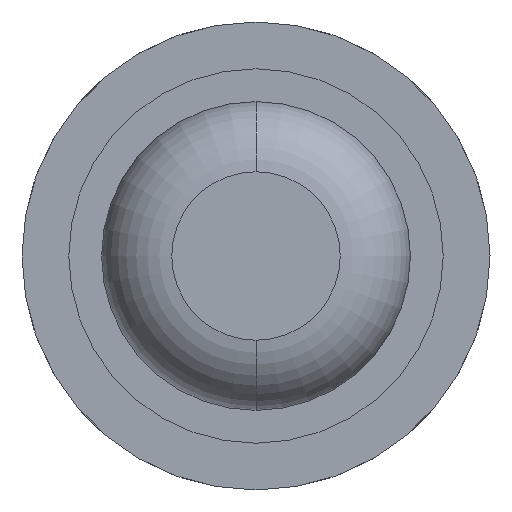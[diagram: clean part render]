
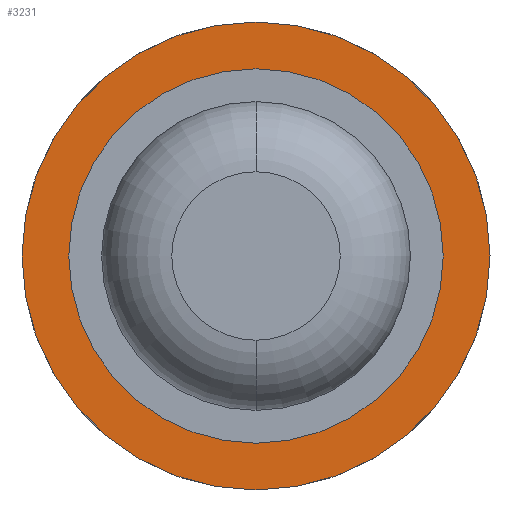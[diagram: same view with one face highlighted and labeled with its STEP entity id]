
A CAD part, front view. The second image highlights one B-rep face of the part: STEP entity #3231.
In plain terms, the highlighted planar face has unit normal (0, -1, 0).
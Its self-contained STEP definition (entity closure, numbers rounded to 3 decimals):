
#39 = DIRECTION ( 'NONE',  ( 0., 0., -1. ) ) ;
#245 = CARTESIAN_POINT ( 'NONE',  ( 0., 5.3, 1.25 ) ) ;
#439 = DIRECTION ( 'NONE',  ( 0., 0., -1. ) ) ;
#517 = CARTESIAN_POINT ( 'NONE',  ( 0., 5.3, -0.5 ) ) ;
#634 = AXIS2_PLACEMENT_3D ( 'NONE', #2197, #1777, #4336 ) ;
#664 = EDGE_CURVE ( 'Defeature ausgef�hrt1_26+Defeature ausgef�hrt1_27+Defeature ausgef�hrt1_27+Defeature ausgef�hrt1_27', #5263, #1195, #2323, .T. ) ;
#682 = EDGE_CURVE ( 'Defeature ausgef�hrt1_9+Defeature ausgef�hrt1_26+Defeature ausgef�hrt1_26+Defeature ausgef�hrt1_26', #3529, #5160, #1196, .T. ) ;
#835 = CARTESIAN_POINT ( 'NONE',  ( 0., 5.3, 0. ) ) ;
#1029 = ORIENTED_EDGE ( 'NONE', *, *, #664, .T. ) ;
#1195 = VERTEX_POINT ( 'NONE', #2911 ) ;
#1196 = CIRCLE ( 'NONE', #3038, 0.5 ) ;
#1468 = CIRCLE ( 'NONE', #1615, 0.5 ) ;
#1615 = AXIS2_PLACEMENT_3D ( 'NONE', #5087, #4982, #439 ) ;
#1777 = DIRECTION ( 'NONE',  ( 0., -1., 0. ) ) ;
#1917 = PLANE ( 'NONE',  #4307 ) ;
#2042 = DIRECTION ( 'NONE',  ( 0., -1., 0. ) ) ;
#2164 = EDGE_LOOP ( 'NONE', ( #2610, #4473 ) ) ;
#2197 = CARTESIAN_POINT ( 'NONE',  ( 0., 5.3, 0. ) ) ;
#2323 = CIRCLE ( 'NONE', #4720, 1.25 ) ;
#2411 = EDGE_CURVE ( 'Defeature ausgef�hrt1_9+Defeature ausgef�hrt1_26+Defeature ausgef�hrt1_26+Defeature ausgef�hrt1_26', #5160, #3529, #1468, .T. ) ;
#2486 = CARTESIAN_POINT ( 'NONE',  ( 0., 5.3, 0. ) ) ;
#2525 = DIRECTION ( 'NONE',  ( 0., 0., -1. ) ) ;
#2610 = ORIENTED_EDGE ( 'NONE', *, *, #2411, .F. ) ;
#2911 = CARTESIAN_POINT ( 'NONE',  ( 0., 5.3, -1.25 ) ) ;
#3038 = AXIS2_PLACEMENT_3D ( 'NONE', #835, #4546, #39 ) ;
#3212 = CARTESIAN_POINT ( 'NONE',  ( 0., 5.3, 0.5 ) ) ;
#3231 = ADVANCED_FACE ( 'Defeature ausgef�hrt1_26', ( #4324, #4113 ), #1917, .T. ) ;
#3529 = VERTEX_POINT ( 'NONE', #3212 ) ;
#3607 = DIRECTION ( 'NONE',  ( 0., 0., -1. ) ) ;
#3685 = ORIENTED_EDGE ( 'NONE', *, *, #5118, .T. ) ;
#4035 = EDGE_LOOP ( 'NONE', ( #3685, #1029 ) ) ;
#4113 = FACE_BOUND ( 'NONE', #2164, .T. ) ;
#4307 = AXIS2_PLACEMENT_3D ( 'NONE', #4828, #4391, #3607 ) ;
#4324 = FACE_OUTER_BOUND ( 'NONE', #4035, .T. ) ;
#4336 = DIRECTION ( 'NONE',  ( 0., 0., -1. ) ) ;
#4391 = DIRECTION ( 'NONE',  ( 0., -1., 0. ) ) ;
#4473 = ORIENTED_EDGE ( 'NONE', *, *, #682, .F. ) ;
#4546 = DIRECTION ( 'NONE',  ( 0., -1., 0. ) ) ;
#4720 = AXIS2_PLACEMENT_3D ( 'NONE', #2486, #2042, #2525 ) ;
#4828 = CARTESIAN_POINT ( 'NONE',  ( 1.25, 5.3, 0. ) ) ;
#4964 = CIRCLE ( 'NONE', #634, 1.25 ) ;
#4982 = DIRECTION ( 'NONE',  ( 0., -1., 0. ) ) ;
#5087 = CARTESIAN_POINT ( 'NONE',  ( 0., 5.3, 0. ) ) ;
#5118 = EDGE_CURVE ( 'Defeature ausgef�hrt1_26+Defeature ausgef�hrt1_27+Defeature ausgef�hrt1_27+Defeature ausgef�hrt1_27', #1195, #5263, #4964, .T. ) ;
#5160 = VERTEX_POINT ( 'NONE', #517 ) ;
#5263 = VERTEX_POINT ( 'NONE', #245 ) ;
